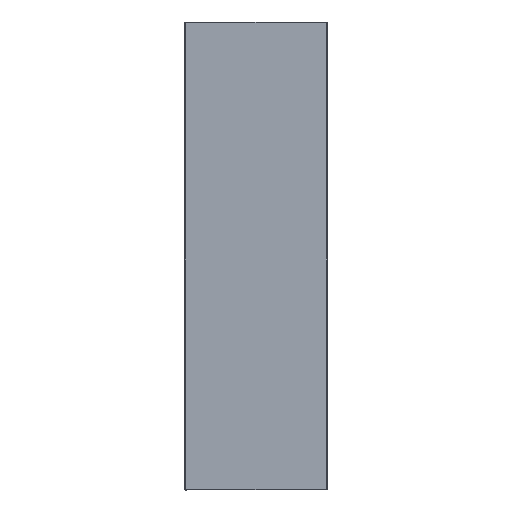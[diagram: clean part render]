
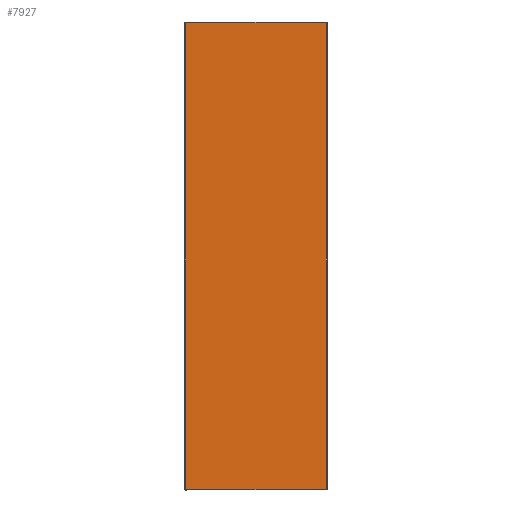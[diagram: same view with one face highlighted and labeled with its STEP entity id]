
A CAD part, top view. The second image highlights one B-rep face of the part: STEP entity #7927.
In plain terms, the highlighted planar face has unit normal (0, 0, 1).
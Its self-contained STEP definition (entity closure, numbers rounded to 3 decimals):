
#77 = CARTESIAN_POINT ( 'NONE',  ( 278., 922., 0. ) ) ;
#159 = EDGE_CURVE ( 'NONE', #18851, #3744, #6149, .T. ) ;
#1171 = CARTESIAN_POINT ( 'NONE',  ( 278., -10175., 0. ) ) ;
#1638 = CARTESIAN_POINT ( 'NONE',  ( 278., -922., 0. ) ) ;
#3744 = VERTEX_POINT ( 'NONE', #9699 ) ;
#4315 = ORIENTED_EDGE ( 'NONE', *, *, #10563, .T. ) ;
#4489 = VECTOR ( 'NONE', #10117, 1000. ) ;
#5217 = VERTEX_POINT ( 'NONE', #18482 ) ;
#6149 = LINE ( 'NONE', #11410, #8832 ) ;
#6410 = ORIENTED_EDGE ( 'NONE', *, *, #18793, .T. ) ;
#6814 = AXIS2_PLACEMENT_3D ( 'NONE', #14700, #19473, #21129 ) ;
#7927 = ADVANCED_FACE ( 'NONE', ( #21013 ), #21199, .T. ) ;
#8832 = VECTOR ( 'NONE', #9884, 1000. ) ;
#8888 = VECTOR ( 'NONE', #16260, 1000. ) ;
#9196 = ORIENTED_EDGE ( 'NONE', *, *, #10185, .T. ) ;
#9699 = CARTESIAN_POINT ( 'NONE',  ( -278., 922., 0. ) ) ;
#9884 = DIRECTION ( 'NONE',  ( -1., 0., 0. ) ) ;
#10117 = DIRECTION ( 'NONE',  ( 0., -1., 0. ) ) ;
#10185 = EDGE_CURVE ( 'NONE', #19498, #18851, #12024, .T. ) ;
#10406 = EDGE_LOOP ( 'NONE', ( #9196, #18215, #6410, #4315 ) ) ;
#10563 = EDGE_CURVE ( 'NONE', #5217, #19498, #15940, .T. ) ;
#11410 = CARTESIAN_POINT ( 'NONE',  ( 9531., 922., 0. ) ) ;
#11746 = VECTOR ( 'NONE', #17955, 1000. ) ;
#12024 = LINE ( 'NONE', #1171, #11746 ) ;
#12983 = CARTESIAN_POINT ( 'NONE',  ( -9531., -922., 0. ) ) ;
#13949 = LINE ( 'NONE', #20200, #4489 ) ;
#14700 = CARTESIAN_POINT ( 'NONE',  ( 0., 0., 0. ) ) ;
#15940 = LINE ( 'NONE', #12983, #8888 ) ;
#16260 = DIRECTION ( 'NONE',  ( 1., 0., 0. ) ) ;
#17955 = DIRECTION ( 'NONE',  ( 0., 1., 0. ) ) ;
#18215 = ORIENTED_EDGE ( 'NONE', *, *, #159, .T. ) ;
#18482 = CARTESIAN_POINT ( 'NONE',  ( -278., -922., 0. ) ) ;
#18793 = EDGE_CURVE ( 'NONE', #3744, #5217, #13949, .T. ) ;
#18851 = VERTEX_POINT ( 'NONE', #77 ) ;
#19473 = DIRECTION ( 'NONE',  ( 0., 0., 1. ) ) ;
#19498 = VERTEX_POINT ( 'NONE', #1638 ) ;
#20200 = CARTESIAN_POINT ( 'NONE',  ( -278., 10175., 0. ) ) ;
#21013 = FACE_OUTER_BOUND ( 'NONE', #10406, .T. ) ;
#21129 = DIRECTION ( 'NONE',  ( 1., 0., 0. ) ) ;
#21199 = PLANE ( 'NONE',  #6814 ) ;
